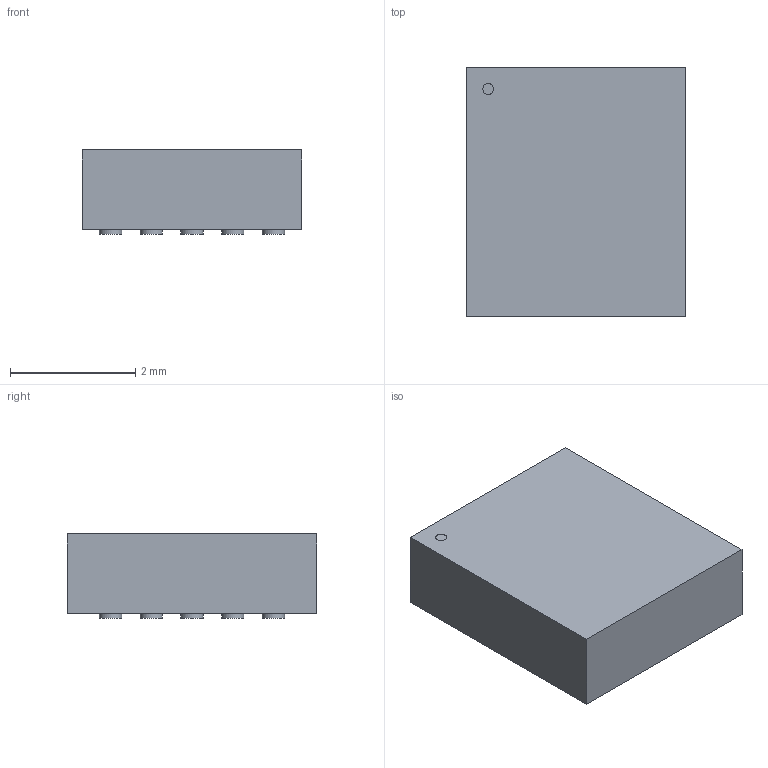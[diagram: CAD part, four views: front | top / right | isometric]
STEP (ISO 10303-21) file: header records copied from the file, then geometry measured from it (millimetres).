
FILE_DESCRIPTION(('STEP AP214'),'1');
FILE_NAME('LGA25_3_5X4X1_25_ADI','2024-02-17T06:08:08',(''),(''),'','','');
FILE_SCHEMA(('AUTOMOTIVE_DESIGN'));
Length unit declared in the file: millimetre
Products named in the file (1): product
Bounding box: 3.51 x 3.99 x 1.35 mm (x, y, z)
Volume: 17.9 mm3; surface area: 54.1 mm2
Topology: 27 solids, 27 shells, 84 faces, 90 edges, 60 vertices
Faces by surface type: plane 58, cylinder 26
Full cylindrical faces by diameter (mm): 0.175 x1, 0.356 x25
Entity records: 1748 total; most frequent: DIRECTION 338, CARTESIAN_POINT 223, AXIS2_PLACEMENT_3D 163, ORIENTED_EDGE 128, EDGE_LOOP 110, ADVANCED_FACE 84, FACE_OUTER_BOUND 84, STYLED_ITEM 84
